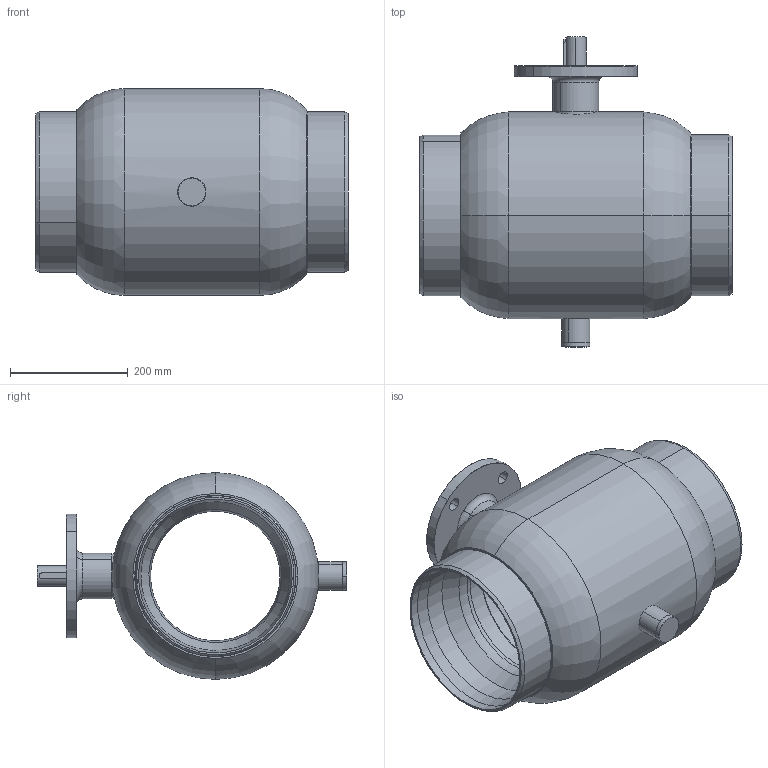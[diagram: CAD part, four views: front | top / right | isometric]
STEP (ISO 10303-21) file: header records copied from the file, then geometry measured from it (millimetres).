
FILE_DESCRIPTION (( 'STEP AP214' ), '1' );
FILE_NAME ('DN250Çò·§PN25.STEP', '2023-10-09T01:40:13', ( '' ), ( '' ), 'SwSTEP 2.0', 'SolidWorks 2019', '' );
FILE_SCHEMA (( 'AUTOMOTIVE_DESIGN' ));
Length unit declared in the file: millimetre
Products named in the file (8): 200-300瑩; Q61F-250-4傻諉; Q61F-250-1概极樓馱; DN250球阀PN25; Q61F-250-5粣杶; Q61F-250-19苤粣杶; Q61F-250-3概裝; Q61F-250-22狟揤裔
Assembly tree (8 placements, depth 2):
  DN250球阀PN25
    Q61F-250-1概极樓馱
    Q61F-250-5粣杶
    Q61F-250-3概裝
    Q61F-250-19苤粣杶
    Q61F-250-22狟揤裔
    Q61F-250-4傻諉  x2
    200-300瑩
Bounding box: 530 x 526.22 x 351 mm (x, y, z)
Volume: 7194010.3 mm3; surface area: 1516339.6 mm2
Topology: 8 solids, 8 shells, 231 faces, 485 edges, 296 vertices
Faces by surface type: cylinder 109, plane 56, cone 36, torus 30
Entity records: 6648 total; most frequent: CARTESIAN_POINT 1467, DIRECTION 1065, ORIENTED_EDGE 838, AXIS2_PLACEMENT_3D 452, EDGE_CURVE 419, VERTEX_POINT 260, EDGE_LOOP 243, CIRCLE 243
